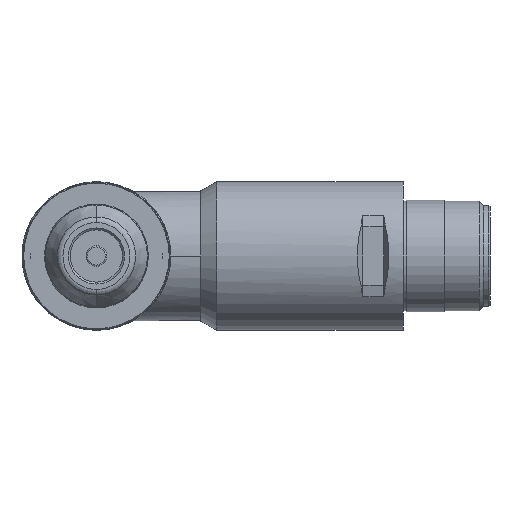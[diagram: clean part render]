
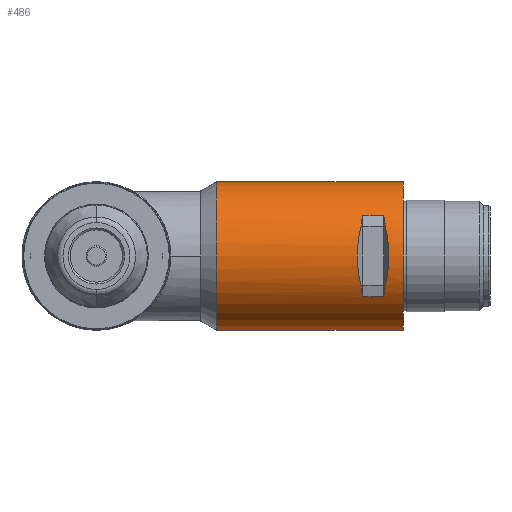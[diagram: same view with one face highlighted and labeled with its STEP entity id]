
A CAD part, left-side view. The second image highlights one B-rep face of the part: STEP entity #486.
In plain terms, the highlighted cylindrical face has radius 11.4 mm (diameter 22.8 mm), a partial arc.
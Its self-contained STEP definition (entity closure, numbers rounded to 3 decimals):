
#104 = LINE ( 'NONE', #5974, #5927 ) ;
#174 = LINE ( 'NONE', #4933, #367 ) ;
#183 = CARTESIAN_POINT ( 'NONE',  ( 87., -18.425, 11.4 ) ) ;
#227 = CARTESIAN_POINT ( 'NONE',  ( 87., -47., 11.4 ) ) ;
#367 = VECTOR ( 'NONE', #7194, 1000. ) ;
#486 = ADVANCED_FACE ( 'NONE', ( #5670, #4400 ), #1265, .T. ) ;
#505 = VERTEX_POINT ( 'NONE', #3741 ) ;
#632 = VERTEX_POINT ( 'NONE', #183 ) ;
#672 = EDGE_CURVE ( 'NONE', #4401, #505, #736, .T. ) ;
#732 =( BOUNDED_CURVE ( )  B_SPLINE_CURVE ( 3, ( #7386, #2672, #958, #3868 ),
 .UNSPECIFIED., .F., .F. ) 
 B_SPLINE_CURVE_WITH_KNOTS ( ( 4, 4 ),
 ( 3.291, 3.461 ),
 .UNSPECIFIED. ) 
 CURVE ( )  GEOMETRIC_REPRESENTATION_ITEM ( )  RATIONAL_B_SPLINE_CURVE ( ( 1., 0.998, 0.998, 1. ) ) 
 REPRESENTATION_ITEM ( '' )  );
#734 = CARTESIAN_POINT ( 'NONE',  ( 76.551, -40.541, -4.559 ) ) ;
#736 = LINE ( 'NONE', #3190, #2658 ) ;
#841 = AXIS2_PLACEMENT_3D ( 'NONE', #3846, #7183, #6117 ) ;
#878 = CARTESIAN_POINT ( 'NONE',  ( 76.551, -44.259, 4.559 ) ) ;
#906 = DIRECTION ( 'NONE',  ( 0., 1., 0. ) ) ;
#933 = DIRECTION ( 'NONE',  ( 0., 1., 0. ) ) ;
#958 = CARTESIAN_POINT ( 'NONE',  ( 77.117, -44.117, -5.718 ) ) ;
#990 = ORIENTED_EDGE ( 'NONE', *, *, #6774, .T. ) ;
#1104 = CARTESIAN_POINT ( 'NONE',  ( 75.264, -39.798, -1.609 ) ) ;
#1114 = CARTESIAN_POINT ( 'NONE',  ( 76.809, -44.204, 5.151 ) ) ;
#1158 = EDGE_CURVE ( 'NONE', #5561, #632, #3836, .T. ) ;
#1265 = CYLINDRICAL_SURFACE ( 'NONE', #841, 11.4 ) ;
#1520 = DIRECTION ( 'NONE',  ( 0., 0., 1. ) ) ;
#1615 = ORIENTED_EDGE ( 'NONE', *, *, #5330, .T. ) ;
#1643 = VERTEX_POINT ( 'NONE', #5650 ) ;
#1855 =( BOUNDED_CURVE ( )  B_SPLINE_CURVE ( 3, ( #2230, #6335, #5064, #3984 ),
 .UNSPECIFIED., .F., .F. ) 
 B_SPLINE_CURVE_WITH_KNOTS ( ( 4, 4 ),
 ( 5.964, 6.134 ),
 .UNSPECIFIED. ) 
 CURVE ( )  GEOMETRIC_REPRESENTATION_ITEM ( )  RATIONAL_B_SPLINE_CURVE ( ( 1., 0.998, 0.998, 1. ) ) 
 REPRESENTATION_ITEM ( '' )  );
#1882 = EDGE_CURVE ( 'NONE', #3063, #4730, #5910, .T. ) ;
#1978 = VECTOR ( 'NONE', #2701, 1000. ) ;
#2221 = CARTESIAN_POINT ( 'NONE',  ( 77.471, -40.8, -6.258 ) ) ;
#2230 = CARTESIAN_POINT ( 'NONE',  ( 77.471, -40.8, 6.258 ) ) ;
#2252 = EDGE_CURVE ( 'NONE', #505, #1643, #1855, .T. ) ;
#2269 = VERTEX_POINT ( 'NONE', #3905 ) ;
#2292 = CARTESIAN_POINT ( 'NONE',  ( 77.471, -44., 6.258 ) ) ;
#2652 =( BOUNDED_CURVE ( )  B_SPLINE_CURVE ( 3, ( #7026, #1114, #4680, #2292 ),
 .UNSPECIFIED., .F., .F. ) 
 B_SPLINE_CURVE_WITH_KNOTS ( ( 4, 4 ),
 ( 3.291, 3.461 ),
 .UNSPECIFIED. ) 
 CURVE ( )  GEOMETRIC_REPRESENTATION_ITEM ( )  RATIONAL_B_SPLINE_CURVE ( ( 1., 0.998, 0.998, 1. ) ) 
 REPRESENTATION_ITEM ( '' )  );
#2658 = VECTOR ( 'NONE', #906, 1000. ) ;
#2672 = CARTESIAN_POINT ( 'NONE',  ( 76.809, -44.204, -5.151 ) ) ;
#2701 = DIRECTION ( 'NONE',  ( 0., 1., 0. ) ) ;
#2740 = ORIENTED_EDGE ( 'NONE', *, *, #6540, .F. ) ;
#3063 = VERTEX_POINT ( 'NONE', #3127 ) ;
#3127 = CARTESIAN_POINT ( 'NONE',  ( 77.471, -40.8, -6.258 ) ) ;
#3158 = DIRECTION ( 'NONE',  ( 0., 1., 0. ) ) ;
#3171 = VERTEX_POINT ( 'NONE', #227 ) ;
#3190 = CARTESIAN_POINT ( 'NONE',  ( 77.471, -13.402, 6.258 ) ) ;
#3289 = CARTESIAN_POINT ( 'NONE',  ( 76.551, -44.259, -4.559 ) ) ;
#3347 = CARTESIAN_POINT ( 'NONE',  ( 76.551, -40.541, 4.559 ) ) ;
#3372 = CARTESIAN_POINT ( 'NONE',  ( 75.264, -39.798, 1.609 ) ) ;
#3478 = ORIENTED_EDGE ( 'NONE', *, *, #672, .F. ) ;
#3642 = CARTESIAN_POINT ( 'NONE',  ( 87., -47., -11.4 ) ) ;
#3741 = CARTESIAN_POINT ( 'NONE',  ( 77.471, -40.8, 6.258 ) ) ;
#3773 = ORIENTED_EDGE ( 'NONE', *, *, #1158, .F. ) ;
#3790 = CARTESIAN_POINT ( 'NONE',  ( 76.551, -44.259, -4.559 ) ) ;
#3836 = CIRCLE ( 'NONE', #5847, 11.4 ) ;
#3846 = CARTESIAN_POINT ( 'NONE',  ( 87., -13.402, 0. ) ) ;
#3868 = CARTESIAN_POINT ( 'NONE',  ( 77.471, -44., -6.258 ) ) ;
#3905 = CARTESIAN_POINT ( 'NONE',  ( 76.551, -44.259, 4.559 ) ) ;
#3972 = CARTESIAN_POINT ( 'NONE',  ( 76.809, -40.596, -5.151 ) ) ;
#3984 = CARTESIAN_POINT ( 'NONE',  ( 76.551, -40.541, 4.559 ) ) ;
#4305 = EDGE_CURVE ( 'NONE', #7500, #5561, #174, .T. ) ;
#4400 = FACE_BOUND ( 'NONE', #5961, .T. ) ;
#4401 = VERTEX_POINT ( 'NONE', #5043 ) ;
#4446 = VERTEX_POINT ( 'NONE', #3289 ) ;
#4447 = CARTESIAN_POINT ( 'NONE',  ( 87., -47., 0. ) ) ;
#4601 = CARTESIAN_POINT ( 'NONE',  ( 76.551, -40.541, -4.559 ) ) ;
#4680 = CARTESIAN_POINT ( 'NONE',  ( 77.117, -44.117, 5.718 ) ) ;
#4709 = VERTEX_POINT ( 'NONE', #7163 ) ;
#4730 = VERTEX_POINT ( 'NONE', #734 ) ;
#4859 = EDGE_CURVE ( 'NONE', #2269, #4446, #6977, .T. ) ;
#4897 = CARTESIAN_POINT ( 'NONE',  ( 75.264, -45.002, 1.609 ) ) ;
#4933 = CARTESIAN_POINT ( 'NONE',  ( 87., -13.402, -11.4 ) ) ;
#4995 = EDGE_CURVE ( 'NONE', #4709, #3063, #5096, .T. ) ;
#5043 = CARTESIAN_POINT ( 'NONE',  ( 77.471, -44., 6.258 ) ) ;
#5064 = CARTESIAN_POINT ( 'NONE',  ( 76.809, -40.596, 5.151 ) ) ;
#5096 = LINE ( 'NONE', #6199, #1978 ) ;
#5103 = ORIENTED_EDGE ( 'NONE', *, *, #4859, .T. ) ;
#5198 = ORIENTED_EDGE ( 'NONE', *, *, #2252, .F. ) ;
#5330 = EDGE_CURVE ( 'NONE', #4446, #4709, #732, .T. ) ;
#5392 = EDGE_CURVE ( 'NONE', #7500, #3171, #5810, .T. ) ;
#5483 = DIRECTION ( 'NONE',  ( 0., 1., 0. ) ) ;
#5554 = AXIS2_PLACEMENT_3D ( 'NONE', #4447, #933, #1520 ) ;
#5561 = VERTEX_POINT ( 'NONE', #5886 ) ;
#5650 = CARTESIAN_POINT ( 'NONE',  ( 76.551, -40.541, 4.559 ) ) ;
#5670 = FACE_OUTER_BOUND ( 'NONE', #7381, .T. ) ;
#5810 = CIRCLE ( 'NONE', #5554, 11.4 ) ;
#5847 = AXIS2_PLACEMENT_3D ( 'NONE', #6011, #5483, #6664 ) ;
#5886 = CARTESIAN_POINT ( 'NONE',  ( 87., -18.425, -11.4 ) ) ;
#5910 =( BOUNDED_CURVE ( )  B_SPLINE_CURVE ( 3, ( #2221, #7486, #3972, #6422 ),
 .UNSPECIFIED., .F., .F. ) 
 B_SPLINE_CURVE_WITH_KNOTS ( ( 4, 4 ),
 ( 5.964, 6.134 ),
 .UNSPECIFIED. ) 
 CURVE ( )  GEOMETRIC_REPRESENTATION_ITEM ( )  RATIONAL_B_SPLINE_CURVE ( ( 1., 0.998, 0.998, 1. ) ) 
 REPRESENTATION_ITEM ( '' )  );
#5927 = VECTOR ( 'NONE', #3158, 1000. ) ;
#5961 = EDGE_LOOP ( 'NONE', ( #5103, #1615, #6570, #6747, #6112, #5198, #3478, #2740 ) ) ;
#5974 = CARTESIAN_POINT ( 'NONE',  ( 87., -13.402, 11.4 ) ) ;
#6011 = CARTESIAN_POINT ( 'NONE',  ( 87., -18.425, 0. ) ) ;
#6064 = CARTESIAN_POINT ( 'NONE',  ( 75.264, -45.002, -1.609 ) ) ;
#6112 = ORIENTED_EDGE ( 'NONE', *, *, #6984, .T. ) ;
#6117 = DIRECTION ( 'NONE',  ( 0., 0., 1. ) ) ;
#6199 = CARTESIAN_POINT ( 'NONE',  ( 77.471, -13.402, -6.258 ) ) ;
#6335 = CARTESIAN_POINT ( 'NONE',  ( 77.117, -40.683, 5.718 ) ) ;
#6422 = CARTESIAN_POINT ( 'NONE',  ( 76.551, -40.541, -4.559 ) ) ;
#6540 = EDGE_CURVE ( 'NONE', #2269, #4401, #2652, .T. ) ;
#6570 = ORIENTED_EDGE ( 'NONE', *, *, #4995, .T. ) ;
#6664 = DIRECTION ( 'NONE',  ( 0., 0., 1. ) ) ;
#6747 = ORIENTED_EDGE ( 'NONE', *, *, #1882, .T. ) ;
#6774 = EDGE_CURVE ( 'NONE', #3171, #632, #104, .T. ) ;
#6977 =( BOUNDED_CURVE ( )  B_SPLINE_CURVE ( 3, ( #878, #4897, #6064, #3790 ),
 .UNSPECIFIED., .F., .F. ) 
 B_SPLINE_CURVE_WITH_KNOTS ( ( 4, 4 ),
 ( 2.73, 3.553 ),
 .UNSPECIFIED. ) 
 CURVE ( )  GEOMETRIC_REPRESENTATION_ITEM ( )  RATIONAL_B_SPLINE_CURVE ( ( 1., 0.944, 0.944, 1. ) ) 
 REPRESENTATION_ITEM ( '' )  );
#6984 = EDGE_CURVE ( 'NONE', #4730, #1643, #7546, .T. ) ;
#6989 = ORIENTED_EDGE ( 'NONE', *, *, #4305, .F. ) ;
#7026 = CARTESIAN_POINT ( 'NONE',  ( 76.551, -44.259, 4.559 ) ) ;
#7117 = ORIENTED_EDGE ( 'NONE', *, *, #5392, .T. ) ;
#7163 = CARTESIAN_POINT ( 'NONE',  ( 77.471, -44., -6.258 ) ) ;
#7183 = DIRECTION ( 'NONE',  ( 0., 1., 0. ) ) ;
#7194 = DIRECTION ( 'NONE',  ( 0., 1., 0. ) ) ;
#7381 = EDGE_LOOP ( 'NONE', ( #6989, #7117, #990, #3773 ) ) ;
#7386 = CARTESIAN_POINT ( 'NONE',  ( 76.551, -44.259, -4.559 ) ) ;
#7486 = CARTESIAN_POINT ( 'NONE',  ( 77.117, -40.683, -5.718 ) ) ;
#7500 = VERTEX_POINT ( 'NONE', #3642 ) ;
#7546 =( BOUNDED_CURVE ( )  B_SPLINE_CURVE ( 3, ( #4601, #1104, #3372, #3347 ),
 .UNSPECIFIED., .F., .F. ) 
 B_SPLINE_CURVE_WITH_KNOTS ( ( 4, 4 ),
 ( 5.872, 6.695 ),
 .UNSPECIFIED. ) 
 CURVE ( )  GEOMETRIC_REPRESENTATION_ITEM ( )  RATIONAL_B_SPLINE_CURVE ( ( 1., 0.944, 0.944, 1. ) ) 
 REPRESENTATION_ITEM ( '' )  );
